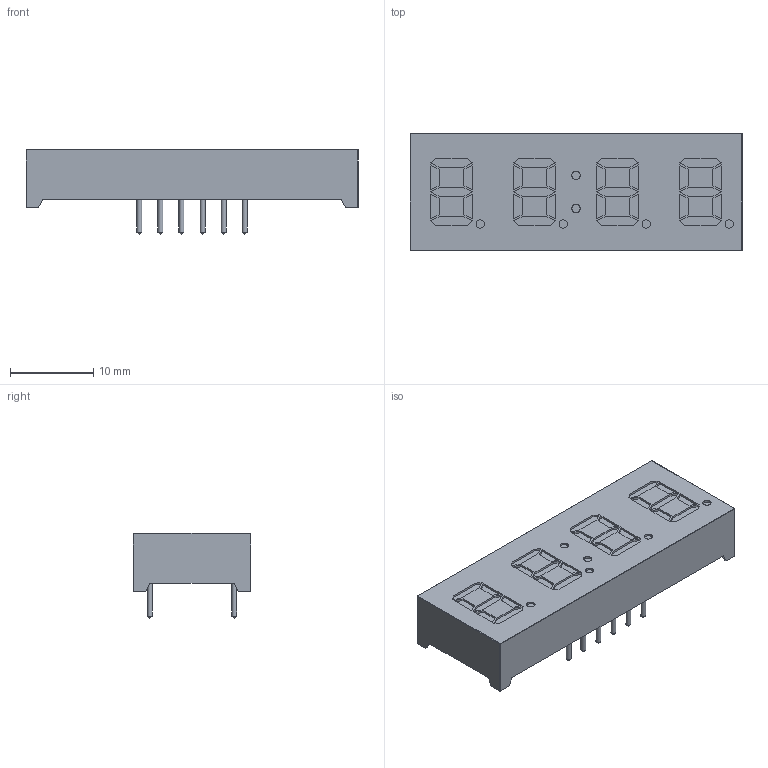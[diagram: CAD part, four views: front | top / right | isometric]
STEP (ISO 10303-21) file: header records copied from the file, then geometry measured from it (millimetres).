
FILE_DESCRIPTION(('FreeCAD Model'),'2;1');
FILE_NAME('Open CASCADE Shape Model','2021-10-29T23:44:24',(''),(''), 'Open CASCADE STEP processor 7.5','FreeCAD','Unknown');
FILE_SCHEMA(('AUTOMOTIVE_DESIGN { 1 0 10303 214 1 1 1 1 }'));
Length unit declared in the file: millimetre
Products named in the file (1): 7 Segment
Bounding box: 40 x 14.15 x 10.25 mm (x, y, z)
Volume: 3255.4 mm3; surface area: 1994.6 mm2
Topology: 1 solids, 1 shells, 250 faces, 586 edges, 380 vertices
Faces by surface type: plane 208, cylinder 26, cone 12, sphere 4
Full cylindrical faces by diameter (mm): 0.6 x12, 1 x6
Entity records: 16154 total; most frequent: CARTESIAN_POINT 2577, DIRECTION 2217, LINE 1568, VECTOR 1568, ORIENTED_EDGE 1164, PCURVE 1164, DEFINITIONAL_REPRESENTATION 1164, EDGE_CURVE 582
